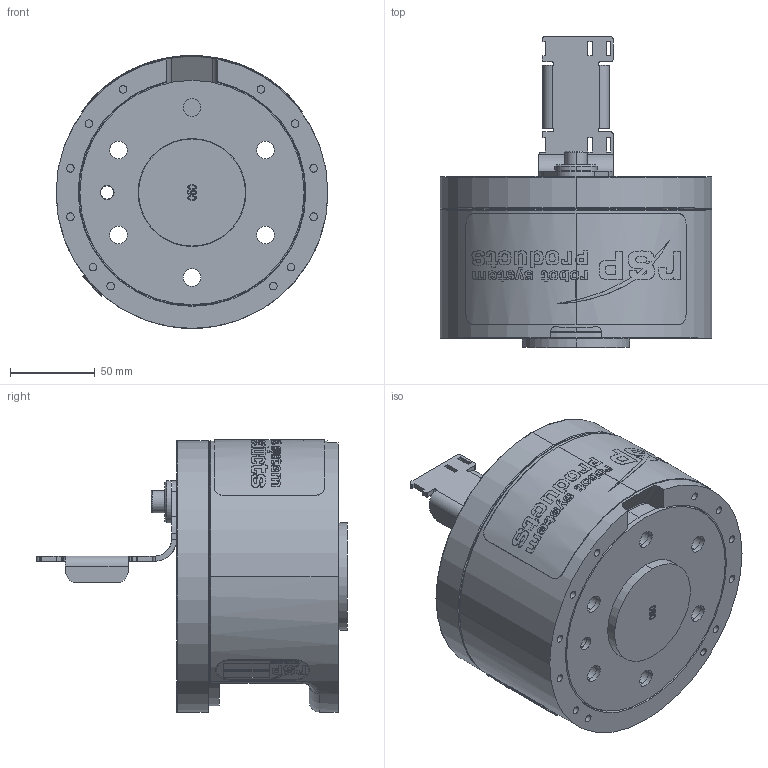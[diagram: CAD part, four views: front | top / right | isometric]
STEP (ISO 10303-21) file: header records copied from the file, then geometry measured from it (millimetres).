
FILE_DESCRIPTION (( 'STEP AP203' ), '1' );
FILE_NAME ('P5125 Axial guide.STEP', '2020-02-20T14:51:03', ( '' ), ( '' ), 'SwSTEP 2.0', 'SolidWorks 2017', '' );
FILE_SCHEMA (( 'CONFIG_CONTROL_DESIGN' ));
Length unit declared in the file: millimetre
Products named in the file (1): P5125 Axial guide
Bounding box: 160 x 183 x 160.6 mm (x, y, z)
Volume: 941898.8 mm3; surface area: 220388.3 mm2
Topology: 9 solids, 9 shells, 1112 faces, 2940 edges, 1909 vertices
Faces by surface type: plane 491, bspline 309, cylinder 234, cone 53, torus 25
Entity records: 45767 total; most frequent: CARTESIAN_POINT 20195, ORIENTED_EDGE 5808, DIRECTION 4340, EDGE_CURVE 2904, VERTEX_POINT 1909, LINE 1560, VECTOR 1560, AXIS2_PLACEMENT_3D 1390
